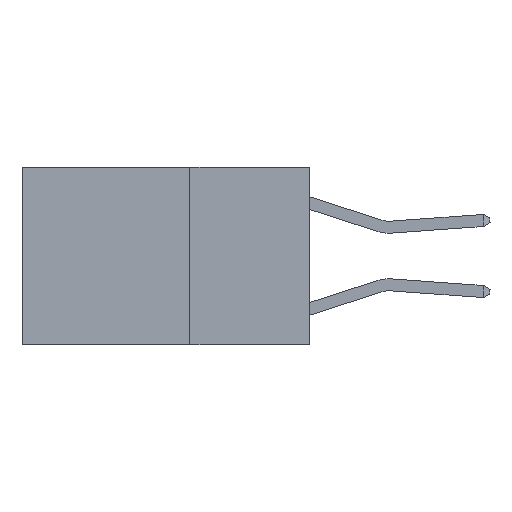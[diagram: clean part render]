
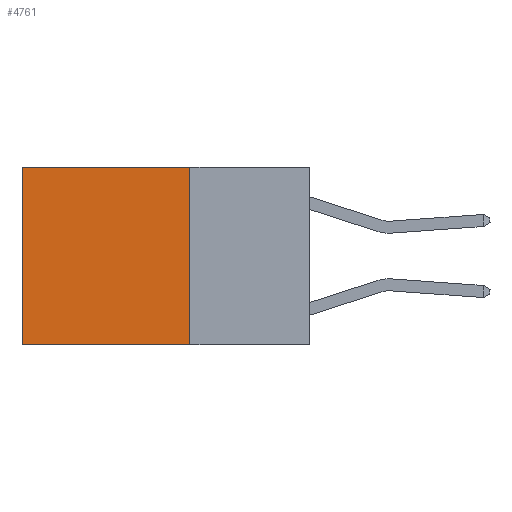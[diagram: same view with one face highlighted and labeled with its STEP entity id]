
A CAD part, left-side view. The second image highlights one B-rep face of the part: STEP entity #4761.
In plain terms, the highlighted planar face has unit normal (-1, 0, 0).
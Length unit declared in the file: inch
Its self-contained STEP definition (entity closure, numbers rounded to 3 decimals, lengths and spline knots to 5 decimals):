
#632 = DIRECTION ( 'NONE',  ( 0., 0., -1. ) ) ;
#768 = DIRECTION ( 'NONE',  ( 0., 1., 0. ) ) ;
#1271 = ORIENTED_EDGE ( 'NONE', *, *, #2887, .F. ) ;
#2179 = ORIENTED_EDGE ( 'NONE', *, *, #20377, .T. ) ;
#2567 = DIRECTION ( 'NONE',  ( 0., 0., -1. ) ) ;
#2581 = EDGE_LOOP ( 'NONE', ( #2179, #1271, #3855, #13680 ) ) ;
#2887 = EDGE_CURVE ( 'NONE', #12042, #13440, #4349, .T. ) ;
#3855 = ORIENTED_EDGE ( 'NONE', *, *, #4658, .F. ) ;
#4349 = LINE ( 'NONE', #9738, #5974 ) ;
#4575 = DIRECTION ( 'NONE',  ( 0., 1., 0. ) ) ;
#4658 = EDGE_CURVE ( 'NONE', #17650, #12042, #19617, .T. ) ;
#4761 = ADVANCED_FACE ( 'NONE', ( #13458 ), #10046, .F. ) ;
#4991 = DIRECTION ( 'NONE',  ( 1., 0., 0. ) ) ;
#5974 = VECTOR ( 'NONE', #4575, 39.37008 ) ;
#7166 = LINE ( 'NONE', #15636, #18854 ) ;
#7720 = EDGE_CURVE ( 'NONE', #17650, #17123, #7166, .T. ) ;
#9008 = CARTESIAN_POINT ( 'NONE',  ( 0.2625, 0.6, 0. ) ) ;
#9738 = CARTESIAN_POINT ( 'NONE',  ( 0.2625, 0.25, -0.37 ) ) ;
#10046 = PLANE ( 'NONE',  #16193 ) ;
#10377 = CARTESIAN_POINT ( 'NONE',  ( 0.2625, 0.6, 0. ) ) ;
#12042 = VERTEX_POINT ( 'NONE', #21108 ) ;
#12263 = CARTESIAN_POINT ( 'NONE',  ( 0.2625, 0.6, -0.37 ) ) ;
#12470 = VECTOR ( 'NONE', #632, 39.37008 ) ;
#12696 = VECTOR ( 'NONE', #2567, 39.37008 ) ;
#13440 = VERTEX_POINT ( 'NONE', #12263 ) ;
#13458 = FACE_OUTER_BOUND ( 'NONE', #2581, .T. ) ;
#13680 = ORIENTED_EDGE ( 'NONE', *, *, #7720, .T. ) ;
#14558 = CARTESIAN_POINT ( 'NONE',  ( 0.2625, 0.25, 0. ) ) ;
#15636 = CARTESIAN_POINT ( 'NONE',  ( 0.2625, 0.25, 0. ) ) ;
#16193 = AXIS2_PLACEMENT_3D ( 'NONE', #20264, #4991, #16856 ) ;
#16856 = DIRECTION ( 'NONE',  ( 0., 0., -1. ) ) ;
#17123 = VERTEX_POINT ( 'NONE', #10377 ) ;
#17571 = LINE ( 'NONE', #9008, #12470 ) ;
#17650 = VERTEX_POINT ( 'NONE', #17881 ) ;
#17881 = CARTESIAN_POINT ( 'NONE',  ( 0.2625, 0.25, 0. ) ) ;
#18854 = VECTOR ( 'NONE', #768, 39.37008 ) ;
#19617 = LINE ( 'NONE', #14558, #12696 ) ;
#20264 = CARTESIAN_POINT ( 'NONE',  ( 0.2625, 0.25, 0. ) ) ;
#20377 = EDGE_CURVE ( 'NONE', #17123, #13440, #17571, .T. ) ;
#21108 = CARTESIAN_POINT ( 'NONE',  ( 0.2625, 0.25, -0.37 ) ) ;
